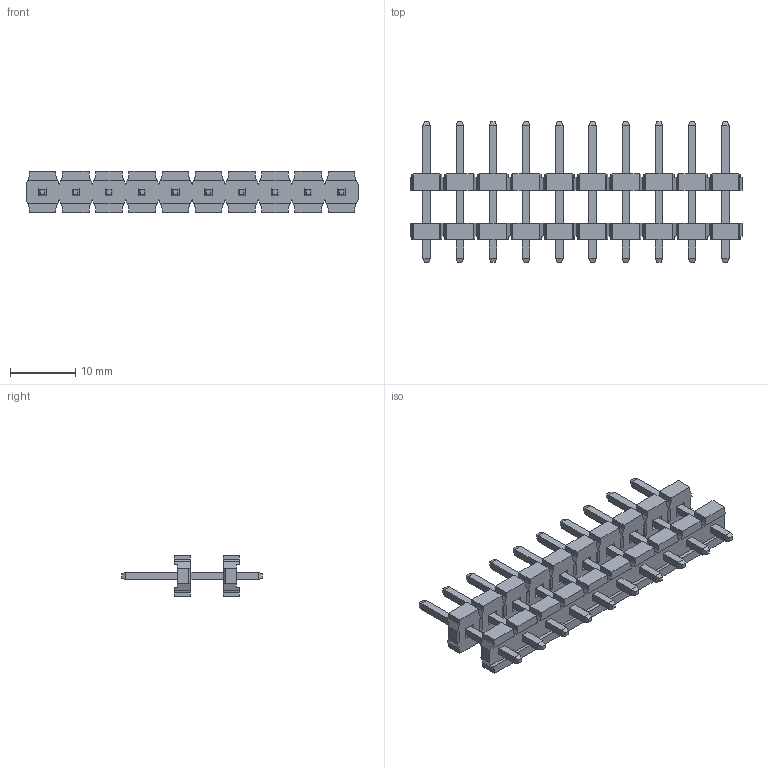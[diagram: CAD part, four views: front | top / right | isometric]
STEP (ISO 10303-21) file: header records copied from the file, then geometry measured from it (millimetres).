
FILE_DESCRIPTION( ('This file contains a STEP AP42 implementation' ,'as created by ZW3D STEP Interface translator.') ,'2;1' );
FILE_NAME( '1925-2110XXS215XXXX(·´Ïò).stp' ,'23 321. 944 8', (''), ('ZWCAD Software Co.'), 'Version 1.0', 'ZW3D to STEP translator', '' );
FILE_SCHEMA(('AUTOMOTIVE_DESIGN { 1 0 10303 214 1 1 1 1 }'));
Length unit declared in the file: millimetre
Products named in the file (2): 0; 1925-2120XXS215XXXX(毀砃)
Bounding box: 50.8 x 21.5 x 6.3 mm (x, y, z)
Volume: 1500.6 mm3; surface area: 3190.7 mm2
Topology: 12 solids, 12 shells, 774 faces, 2036 edges, 1304 vertices
Faces by surface type: plane 694, cylinder 80
Entity records: 24169 total; most frequent: CARTESIAN_POINT 4115, ORIENTED_EDGE 4072, DIRECTION 3746, EDGE_CURVE 2036, VECTOR 1876, LINE 1876, VERTEX_POINT 1304, AXIS2_PLACEMENT_3D 935
